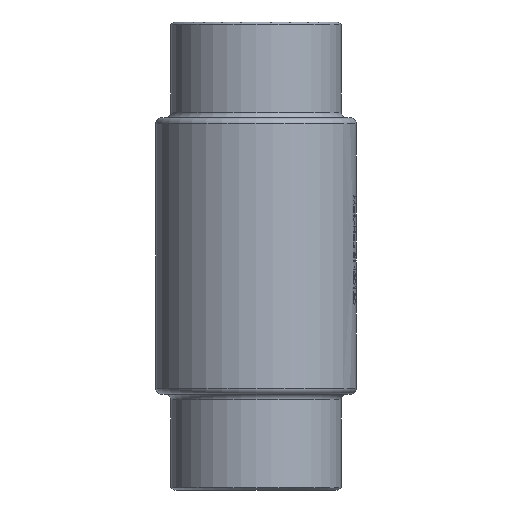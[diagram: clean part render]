
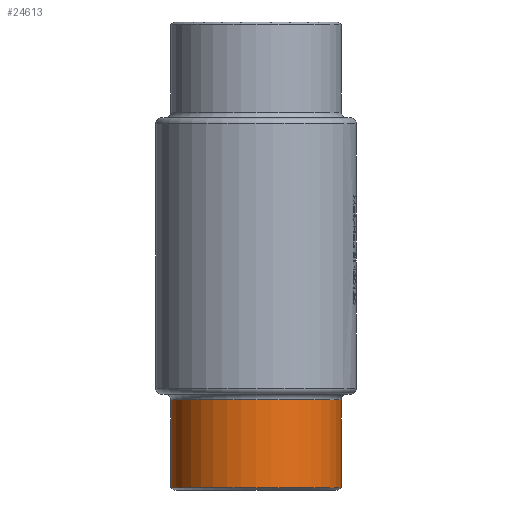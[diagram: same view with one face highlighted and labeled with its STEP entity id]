
A CAD part, front view. The second image highlights one B-rep face of the part: STEP entity #24613.
In plain terms, the highlighted cylindrical face has radius 44.45 mm (diameter 88.9 mm), a partial arc.
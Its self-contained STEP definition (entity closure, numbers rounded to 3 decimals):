
#73 = VECTOR ( 'NONE', #9280, 1000. ) ;
#1391 = VERTEX_POINT ( 'NONE', #16977 ) ;
#4317 = EDGE_CURVE ( 'NONE', #1391, #22197, #24384, .T. ) ;
#4678 = LINE ( 'NONE', #15671, #73 ) ;
#5363 = EDGE_LOOP ( 'NONE', ( #27654, #10960, #5427, #25652 ) ) ;
#5427 = ORIENTED_EDGE ( 'NONE', *, *, #7417, .T. ) ;
#5615 = CARTESIAN_POINT ( 'NONE',  ( -44.45, 0., -197. ) ) ;
#7417 = EDGE_CURVE ( 'NONE', #20629, #17976, #20577, .T. ) ;
#8632 = EDGE_CURVE ( 'NONE', #22197, #20629, #27860, .T. ) ;
#8927 = CARTESIAN_POINT ( 'NONE',  ( -44.45, 0., -242.73 ) ) ;
#9280 = DIRECTION ( 'NONE',  ( 0., 0., -1. ) ) ;
#9512 = AXIS2_PLACEMENT_3D ( 'NONE', #17852, #22155, #27057 ) ;
#10960 = ORIENTED_EDGE ( 'NONE', *, *, #8632, .T. ) ;
#13074 = DIRECTION ( 'NONE',  ( 1., 0., 0. ) ) ;
#13106 = FACE_OUTER_BOUND ( 'NONE', #5363, .T. ) ;
#15605 = DIRECTION ( 'NONE',  ( 0., 0., 1. ) ) ;
#15636 = CYLINDRICAL_SURFACE ( 'NONE', #9512, 44.45 ) ;
#15671 = CARTESIAN_POINT ( 'NONE',  ( 44.45, 0., -244. ) ) ;
#16977 = CARTESIAN_POINT ( 'NONE',  ( 44.45, 0., -197. ) ) ;
#17320 = DIRECTION ( 'NONE',  ( 0., 0., -1. ) ) ;
#17852 = CARTESIAN_POINT ( 'NONE',  ( 0., 0., -244. ) ) ;
#17976 = VERTEX_POINT ( 'NONE', #18923 ) ;
#18655 = AXIS2_PLACEMENT_3D ( 'NONE', #19203, #15605, #13074 ) ;
#18923 = CARTESIAN_POINT ( 'NONE',  ( 44.45, 0., -242.73 ) ) ;
#19203 = CARTESIAN_POINT ( 'NONE',  ( 0., 0., -242.73 ) ) ;
#19685 = CARTESIAN_POINT ( 'NONE',  ( -44.45, 0., -244. ) ) ;
#20577 = CIRCLE ( 'NONE', #18655, 44.45 ) ;
#20629 = VERTEX_POINT ( 'NONE', #8927 ) ;
#21740 = DIRECTION ( 'NONE',  ( 1., 0., 0. ) ) ;
#22155 = DIRECTION ( 'NONE',  ( 0., 0., -1. ) ) ;
#22197 = VERTEX_POINT ( 'NONE', #5615 ) ;
#22966 = VECTOR ( 'NONE', #17320, 1000. ) ;
#24384 = CIRCLE ( 'NONE', #28188, 44.45 ) ;
#24613 = ADVANCED_FACE ( 'NONE', ( #13106 ), #15636, .T. ) ;
#25016 = EDGE_CURVE ( 'NONE', #1391, #17976, #4678, .T. ) ;
#25652 = ORIENTED_EDGE ( 'NONE', *, *, #25016, .F. ) ;
#26645 = DIRECTION ( 'NONE',  ( 0., 0., -1. ) ) ;
#26789 = CARTESIAN_POINT ( 'NONE',  ( 0., 0., -197. ) ) ;
#27057 = DIRECTION ( 'NONE',  ( 1., 0., 0. ) ) ;
#27654 = ORIENTED_EDGE ( 'NONE', *, *, #4317, .T. ) ;
#27860 = LINE ( 'NONE', #19685, #22966 ) ;
#28188 = AXIS2_PLACEMENT_3D ( 'NONE', #26789, #26645, #21740 ) ;
